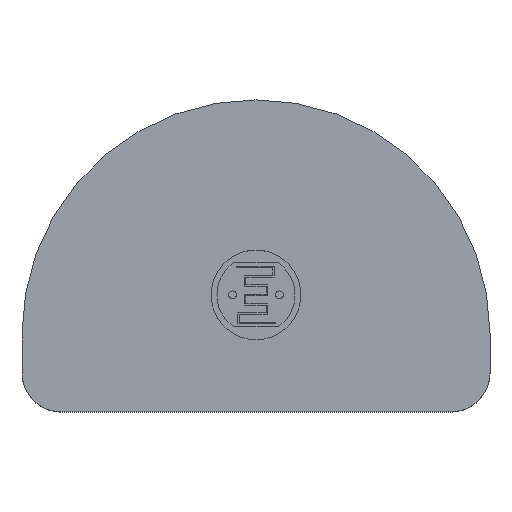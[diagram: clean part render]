
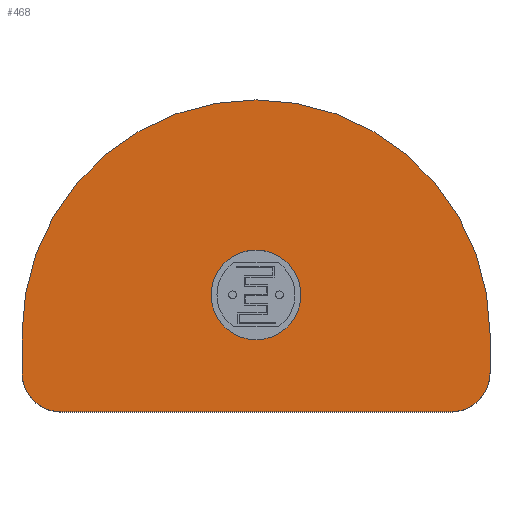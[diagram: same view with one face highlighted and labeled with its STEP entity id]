
A CAD part, top view. The second image highlights one B-rep face of the part: STEP entity #468.
In plain terms, the highlighted planar face has unit normal (0, 0, 1).
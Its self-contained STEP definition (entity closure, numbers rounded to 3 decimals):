
#156=AXIS2_PLACEMENT_3D('Circle Axis2P3D',#154,#155,$) ;
#175=AXIS2_PLACEMENT_3D('Circle Axis2P3D',#173,#174,$) ;
#215=AXIS2_PLACEMENT_3D('Circle Axis2P3D',#213,#214,$) ;
#241=AXIS2_PLACEMENT_3D('Circle Axis2P3D',#239,#240,$) ;
#372=AXIS2_PLACEMENT_3D('Circle Axis2P3D',#370,#371,$) ;
#447=AXIS2_PLACEMENT_3D('Plane Axis2P3D',#444,#445,#446) ;
#451=AXIS2_PLACEMENT_3D('Circle Axis2P3D',#449,#450,$) ;
#151=CARTESIAN_POINT('Vertex',(2.875,7.5,10.)) ;
#154=CARTESIAN_POINT('Axis2P3D Location',(0.,7.5,10.)) ;
#158=CARTESIAN_POINT('Vertex',(-2.875,7.5,10.)) ;
#173=CARTESIAN_POINT('Axis2P3D Location',(0.,7.5,10.)) ;
#196=CARTESIAN_POINT('Vertex',(15.,5.,10.)) ;
#210=CARTESIAN_POINT('Vertex',(0.,20.,10.)) ;
#213=CARTESIAN_POINT('Axis2P3D Location',(0.,5.,10.)) ;
#236=CARTESIAN_POINT('Vertex',(-15.,5.,10.)) ;
#239=CARTESIAN_POINT('Axis2P3D Location',(0.,5.,10.)) ;
#305=CARTESIAN_POINT('Vertex',(-15.,2.5,10.)) ;
#308=CARTESIAN_POINT('Line Origine',(-15.,3.75,10.)) ;
#343=CARTESIAN_POINT('Vertex',(0.,0.,10.)) ;
#346=CARTESIAN_POINT('Line Origine',(-6.25,0.,10.)) ;
#350=CARTESIAN_POINT('Vertex',(-12.5,0.,10.)) ;
#370=CARTESIAN_POINT('Axis2P3D Location',(-12.5,2.5,10.)) ;
#387=CARTESIAN_POINT('Line Origine',(6.25,0.,10.)) ;
#391=CARTESIAN_POINT('Vertex',(12.5,0.,10.)) ;
#425=CARTESIAN_POINT('Line Origine',(15.,3.75,10.)) ;
#429=CARTESIAN_POINT('Vertex',(15.,2.5,10.)) ;
#444=CARTESIAN_POINT('Axis2P3D Location',(0.,0.,10.)) ;
#449=CARTESIAN_POINT('Axis2P3D Location',(12.5,2.5,10.)) ;
#155=DIRECTION('Axis2P3D Direction',(0.,0.,1.)) ;
#174=DIRECTION('Axis2P3D Direction',(0.,0.,1.)) ;
#214=DIRECTION('Axis2P3D Direction',(0.,0.,1.)) ;
#240=DIRECTION('Axis2P3D Direction',(0.,0.,1.)) ;
#309=DIRECTION('Vector Direction',(0.,1.,0.)) ;
#347=DIRECTION('Vector Direction',(-1.,0.,0.)) ;
#371=DIRECTION('Axis2P3D Direction',(0.,0.,1.)) ;
#388=DIRECTION('Vector Direction',(1.,0.,0.)) ;
#426=DIRECTION('Vector Direction',(0.,1.,0.)) ;
#445=DIRECTION('Axis2P3D Direction',(0.,0.,1.)) ;
#446=DIRECTION('Axis2P3D XDirection',(1.,0.,0.)) ;
#450=DIRECTION('Axis2P3D Direction',(0.,0.,1.)) ;
#310=VECTOR('Line Direction',#309,1.) ;
#348=VECTOR('Line Direction',#347,1.) ;
#389=VECTOR('Line Direction',#388,1.) ;
#427=VECTOR('Line Direction',#426,1.) ;
#455=ORIENTED_EDGE('',*,*,#431,.T.) ;
#456=ORIENTED_EDGE('',*,*,#217,.T.) ;
#457=ORIENTED_EDGE('',*,*,#243,.T.) ;
#458=ORIENTED_EDGE('',*,*,#312,.T.) ;
#459=ORIENTED_EDGE('',*,*,#374,.F.) ;
#460=ORIENTED_EDGE('',*,*,#352,.T.) ;
#461=ORIENTED_EDGE('',*,*,#393,.T.) ;
#462=ORIENTED_EDGE('',*,*,#453,.F.) ;
#465=ORIENTED_EDGE('',*,*,#160,.F.) ;
#466=ORIENTED_EDGE('',*,*,#177,.F.) ;
#467=FACE_BOUND('',#464,.T.) ;
#468=ADVANCED_FACE('',(#463,#467),#448,.T.) ;
#157=CIRCLE('generated circle',#156,2.875) ;
#176=CIRCLE('generated circle',#175,2.875) ;
#216=CIRCLE('generated circle',#215,15.) ;
#242=CIRCLE('generated circle',#241,15.) ;
#373=CIRCLE('generated circle',#372,2.5) ;
#452=CIRCLE('generated circle',#451,2.5) ;
#160=EDGE_CURVE('',#152,#159,#157,.T.) ;
#177=EDGE_CURVE('',#159,#152,#176,.T.) ;
#217=EDGE_CURVE('',#197,#211,#216,.T.) ;
#243=EDGE_CURVE('',#211,#237,#242,.T.) ;
#312=EDGE_CURVE('',#237,#306,#311,.F.) ;
#352=EDGE_CURVE('',#351,#344,#349,.F.) ;
#374=EDGE_CURVE('',#351,#306,#373,.F.) ;
#393=EDGE_CURVE('',#344,#392,#390,.T.) ;
#431=EDGE_CURVE('',#430,#197,#428,.T.) ;
#453=EDGE_CURVE('',#430,#392,#452,.F.) ;
#454=EDGE_LOOP('',(#455,#456,#457,#458,#459,#460,#461,#462)) ;
#464=EDGE_LOOP('',(#465,#466)) ;
#463=FACE_OUTER_BOUND('',#454,.T.) ;
#311=LINE('Line',#308,#310) ;
#349=LINE('Line',#346,#348) ;
#390=LINE('Line',#387,#389) ;
#428=LINE('Line',#425,#427) ;
#448=PLANE('Plane',#447) ;
#152=VERTEX_POINT('',#151) ;
#159=VERTEX_POINT('',#158) ;
#197=VERTEX_POINT('',#196) ;
#211=VERTEX_POINT('',#210) ;
#237=VERTEX_POINT('',#236) ;
#306=VERTEX_POINT('',#305) ;
#344=VERTEX_POINT('',#343) ;
#351=VERTEX_POINT('',#350) ;
#392=VERTEX_POINT('',#391) ;
#430=VERTEX_POINT('',#429) ;
